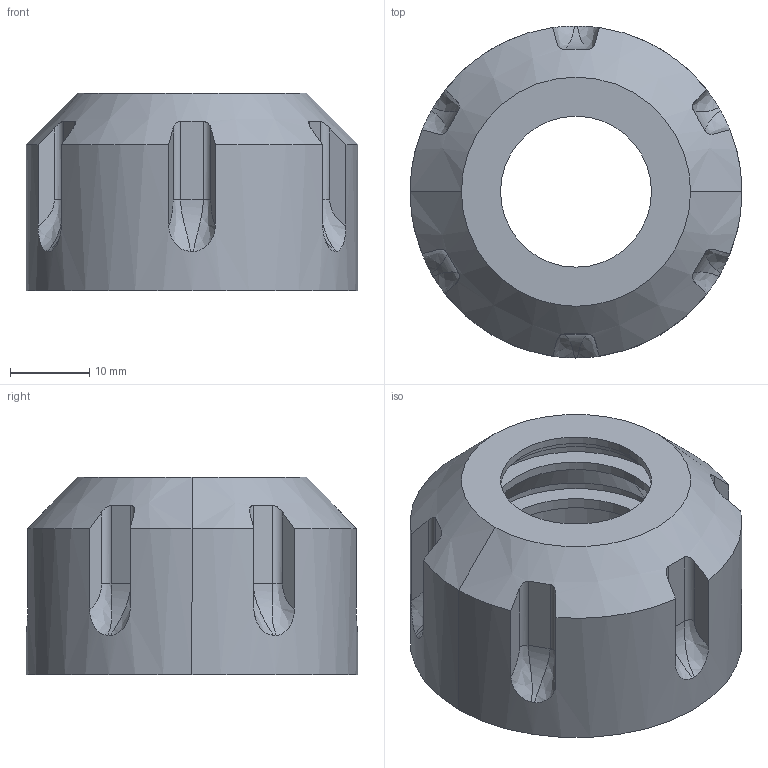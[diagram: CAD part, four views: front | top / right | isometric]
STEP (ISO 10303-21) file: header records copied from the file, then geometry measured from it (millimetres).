
FILE_DESCRIPTION (( 'STEP AP203' ), '1' );
FILE_NAME ('STP-08425P.STEP', '2020-07-07T02:11:12', ( '' ), ( '' ), 'SwSTEP 2.0', 'SolidWorks 2017', '' );
FILE_SCHEMA (( 'CONFIG_CONTROL_DESIGN' ));
Length unit declared in the file: millimetre
Products named in the file (1): STP-08425P
Bounding box: 42 x 42 x 25 mm (x, y, z)
Volume: 15382.4 mm3; surface area: 8010.2 mm2
Topology: 1 solids, 1 shells, 79 faces, 194 edges, 124 vertices
Faces by surface type: cylinder 36, plane 27, bspline 12, cone 4
Entity records: 3419 total; most frequent: CARTESIAN_POINT 1658, ORIENTED_EDGE 388, DIRECTION 292, EDGE_CURVE 194, VERTEX_POINT 124, AXIS2_PLACEMENT_3D 114, EDGE_LOOP 88, FACE_OUTER_BOUND 79
